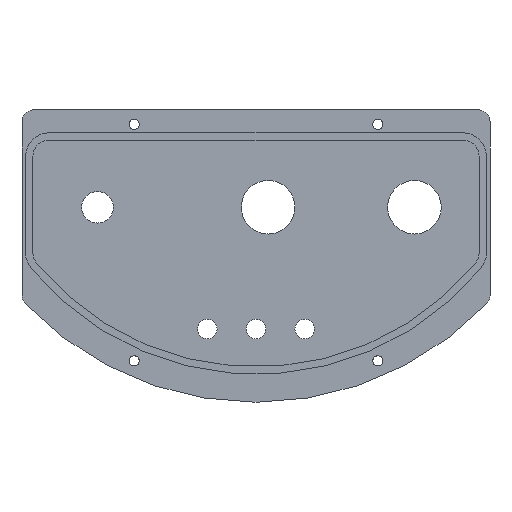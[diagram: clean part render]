
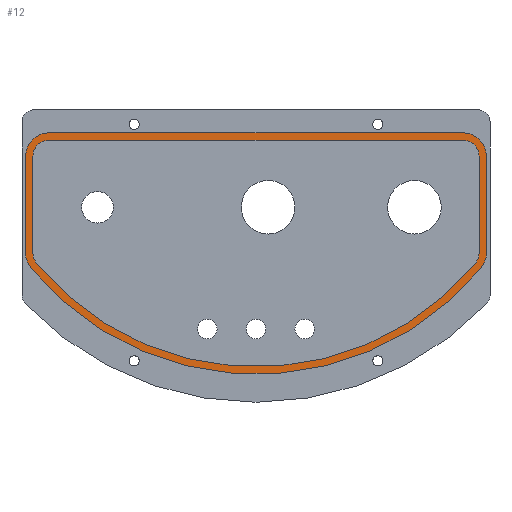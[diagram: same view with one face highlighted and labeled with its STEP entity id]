
A CAD part, front view. The second image highlights one B-rep face of the part: STEP entity #12.
In plain terms, the highlighted planar face has unit normal (0, -1, 0).
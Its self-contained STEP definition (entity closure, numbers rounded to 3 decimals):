
#3 = VERTEX_POINT ( 'NONE', #147 ) ;
#7 = CARTESIAN_POINT ( 'NONE',  ( -91.5, 8., -30. ) ) ;
#11 = EDGE_CURVE ( 'NONE', #451, #1477, #260, .T. ) ;
#12 = ADVANCED_FACE ( 'NONE', ( #313, #774 ), #1412, .T. ) ;
#78 = AXIS2_PLACEMENT_3D ( 'NONE', #778, #1374, #1085 ) ;
#89 = VERTEX_POINT ( 'NONE', #1728 ) ;
#97 = AXIS2_PLACEMENT_3D ( 'NONE', #1675, #1131, #122 ) ;
#101 = DIRECTION ( 'NONE',  ( -1., 0., 0. ) ) ;
#122 = DIRECTION ( 'NONE',  ( 1., 0., 0. ) ) ;
#147 = CARTESIAN_POINT ( 'NONE',  ( 94.5, 8., -69.821 ) ) ;
#148 = CARTESIAN_POINT ( 'NONE',  ( 91.5, 8., -69.821 ) ) ;
#152 = CARTESIAN_POINT ( 'NONE',  ( 0., 8., 0. ) ) ;
#198 = EDGE_CURVE ( 'NONE', #956, #422, #1284, .T. ) ;
#210 = EDGE_CURVE ( 'NONE', #1453, #451, #953, .T. ) ;
#222 = DIRECTION ( 'NONE',  ( 0., -1., 0. ) ) ;
#232 = VECTOR ( 'NONE', #101, 1000. ) ;
#242 = ORIENTED_EDGE ( 'NONE', *, *, #210, .F. ) ;
#245 = AXIS2_PLACEMENT_3D ( 'NONE', #1436, #1414, #567 ) ;
#250 = AXIS2_PLACEMENT_3D ( 'NONE', #846, #403, #1404 ) ;
#260 = CIRCLE ( 'NONE', #856, 6.5 ) ;
#283 = CARTESIAN_POINT ( 'NONE',  ( -91.5, 8., 0. ) ) ;
#287 = CARTESIAN_POINT ( 'NONE',  ( 85., 8., -69.821 ) ) ;
#298 = DIRECTION ( 'NONE',  ( 1., 0., 0. ) ) ;
#301 = CARTESIAN_POINT ( 'NONE',  ( -85., 8., -69.821 ) ) ;
#313 = FACE_BOUND ( 'NONE', #1426, .T. ) ;
#334 = LINE ( 'NONE', #1228, #1177 ) ;
#335 = EDGE_CURVE ( 'NONE', #887, #1795, #558, .T. ) ;
#336 = CARTESIAN_POINT ( 'NONE',  ( -91.5, 8., -69.821 ) ) ;
#339 = LINE ( 'NONE', #951, #232 ) ;
#344 = EDGE_CURVE ( 'NONE', #422, #1748, #1221, .T. ) ;
#362 = VERTEX_POINT ( 'NONE', #1661 ) ;
#403 = DIRECTION ( 'NONE',  ( 0., -1., 0. ) ) ;
#422 = VERTEX_POINT ( 'NONE', #1491 ) ;
#451 = VERTEX_POINT ( 'NONE', #1247 ) ;
#462 = EDGE_CURVE ( 'NONE', #1477, #1628, #885, .T. ) ;
#507 = CARTESIAN_POINT ( 'NONE',  ( -92.341, 8., -75.851 ) ) ;
#509 = EDGE_CURVE ( 'NONE', #630, #362, #339, .T. ) ;
#512 = VECTOR ( 'NONE', #642, 1000. ) ;
#523 = CIRCLE ( 'NONE', #97, 6.5 ) ;
#551 = CIRCLE ( 'NONE', #923, 9.5 ) ;
#557 = ORIENTED_EDGE ( 'NONE', *, *, #335, .T. ) ;
#558 = CIRCLE ( 'NONE', #78, 9.5 ) ;
#567 = DIRECTION ( 'NONE',  ( 1., 0., 0. ) ) ;
#573 = DIRECTION ( 'NONE',  ( 0., 0., -1. ) ) ;
#595 = CIRCLE ( 'NONE', #1299, 6.5 ) ;
#615 = EDGE_CURVE ( 'NONE', #1628, #630, #721, .T. ) ;
#626 = DIRECTION ( 'NONE',  ( 0., -1., 0. ) ) ;
#630 = VERTEX_POINT ( 'NONE', #844 ) ;
#642 = DIRECTION ( 'NONE',  ( 0., 0., -1. ) ) ;
#657 = LINE ( 'NONE', #1386, #1554 ) ;
#687 = VERTEX_POINT ( 'NONE', #7 ) ;
#699 = CIRCLE ( 'NONE', #1420, 9.5 ) ;
#706 = CARTESIAN_POINT ( 'NONE',  ( -90.023, 8., -73.947 ) ) ;
#721 = CIRCLE ( 'NONE', #245, 6.5 ) ;
#725 = DIRECTION ( 'NONE',  ( 1., 0., 0. ) ) ;
#727 = EDGE_CURVE ( 'NONE', #1748, #835, #551, .T. ) ;
#728 = ORIENTED_EDGE ( 'NONE', *, *, #809, .T. ) ;
#746 = VECTOR ( 'NONE', #960, 1000. ) ;
#774 = FACE_OUTER_BOUND ( 'NONE', #1793, .T. ) ;
#776 = EDGE_CURVE ( 'NONE', #89, #3, #699, .T. ) ;
#778 = CARTESIAN_POINT ( 'NONE',  ( 85., 8., -30. ) ) ;
#809 = EDGE_CURVE ( 'NONE', #1795, #956, #334, .T. ) ;
#811 = CARTESIAN_POINT ( 'NONE',  ( 85., 8., -20.5 ) ) ;
#816 = ORIENTED_EDGE ( 'NONE', *, *, #615, .F. ) ;
#827 = CARTESIAN_POINT ( 'NONE',  ( 91.5, 8., 0. ) ) ;
#835 = VERTEX_POINT ( 'NONE', #507 ) ;
#838 = ORIENTED_EDGE ( 'NONE', *, *, #1532, .T. ) ;
#844 = CARTESIAN_POINT ( 'NONE',  ( 85., 8., -23.5 ) ) ;
#846 = CARTESIAN_POINT ( 'NONE',  ( 0., 8., 0. ) ) ;
#848 = DIRECTION ( 'NONE',  ( 0., -1., 0. ) ) ;
#856 = AXIS2_PLACEMENT_3D ( 'NONE', #287, #1124, #1263 ) ;
#885 = LINE ( 'NONE', #827, #746 ) ;
#887 = VERTEX_POINT ( 'NONE', #1224 ) ;
#923 = AXIS2_PLACEMENT_3D ( 'NONE', #301, #1308, #1725 ) ;
#926 = EDGE_CURVE ( 'NONE', #3, #887, #657, .T. ) ;
#933 = AXIS2_PLACEMENT_3D ( 'NONE', #1757, #626, #1042 ) ;
#943 = DIRECTION ( 'NONE',  ( 1., 0., 0. ) ) ;
#950 = DIRECTION ( 'NONE',  ( -1., 0., 0. ) ) ;
#951 = CARTESIAN_POINT ( 'NONE',  ( 0., 8., -23.5 ) ) ;
#953 = CIRCLE ( 'NONE', #1507, 116.5 ) ;
#956 = VERTEX_POINT ( 'NONE', #1253 ) ;
#960 = DIRECTION ( 'NONE',  ( 0., 0., 1. ) ) ;
#1005 = ORIENTED_EDGE ( 'NONE', *, *, #1103, .F. ) ;
#1018 = CIRCLE ( 'NONE', #1467, 119.5 ) ;
#1029 = ORIENTED_EDGE ( 'NONE', *, *, #776, .T. ) ;
#1042 = DIRECTION ( 'NONE',  ( 1., 0., 0. ) ) ;
#1047 = DIRECTION ( 'NONE',  ( 1., 0., 0. ) ) ;
#1079 = ORIENTED_EDGE ( 'NONE', *, *, #198, .T. ) ;
#1083 = ORIENTED_EDGE ( 'NONE', *, *, #1765, .F. ) ;
#1085 = DIRECTION ( 'NONE',  ( 1., 0., 0. ) ) ;
#1099 = ORIENTED_EDGE ( 'NONE', *, *, #462, .F. ) ;
#1103 = EDGE_CURVE ( 'NONE', #687, #1573, #1508, .T. ) ;
#1124 = DIRECTION ( 'NONE',  ( 0., -1., 0. ) ) ;
#1131 = DIRECTION ( 'NONE',  ( 0., -1., 0. ) ) ;
#1133 = VECTOR ( 'NONE', #573, 1000. ) ;
#1172 = ORIENTED_EDGE ( 'NONE', *, *, #1463, .F. ) ;
#1177 = VECTOR ( 'NONE', #950, 1000. ) ;
#1207 = CARTESIAN_POINT ( 'NONE',  ( 0., 8., 0. ) ) ;
#1208 = ORIENTED_EDGE ( 'NONE', *, *, #509, .F. ) ;
#1221 = LINE ( 'NONE', #1657, #512 ) ;
#1224 = CARTESIAN_POINT ( 'NONE',  ( 94.5, 8., -30. ) ) ;
#1228 = CARTESIAN_POINT ( 'NONE',  ( 0., 8., -20.5 ) ) ;
#1247 = CARTESIAN_POINT ( 'NONE',  ( 90.023, 8., -73.947 ) ) ;
#1253 = CARTESIAN_POINT ( 'NONE',  ( -85., 8., -20.5 ) ) ;
#1258 = DIRECTION ( 'NONE',  ( 0., 0., 1. ) ) ;
#1263 = DIRECTION ( 'NONE',  ( 1., 0., 0. ) ) ;
#1267 = ORIENTED_EDGE ( 'NONE', *, *, #344, .T. ) ;
#1276 = DIRECTION ( 'NONE',  ( 0., -1., 0. ) ) ;
#1284 = CIRCLE ( 'NONE', #933, 9.5 ) ;
#1285 = ORIENTED_EDGE ( 'NONE', *, *, #926, .T. ) ;
#1299 = AXIS2_PLACEMENT_3D ( 'NONE', #1708, #1276, #725 ) ;
#1308 = DIRECTION ( 'NONE',  ( 0., -1., 0. ) ) ;
#1322 = DIRECTION ( 'NONE',  ( 0., -1., 0. ) ) ;
#1330 = CARTESIAN_POINT ( 'NONE',  ( 91.5, 8., -30. ) ) ;
#1364 = ORIENTED_EDGE ( 'NONE', *, *, #11, .F. ) ;
#1374 = DIRECTION ( 'NONE',  ( 0., -1., 0. ) ) ;
#1379 = CARTESIAN_POINT ( 'NONE',  ( 85., 8., -69.821 ) ) ;
#1384 = ORIENTED_EDGE ( 'NONE', *, *, #727, .T. ) ;
#1386 = CARTESIAN_POINT ( 'NONE',  ( 94.5, 8., 0. ) ) ;
#1404 = DIRECTION ( 'NONE',  ( 1., 0., 0. ) ) ;
#1412 = PLANE ( 'NONE',  #250 ) ;
#1414 = DIRECTION ( 'NONE',  ( 0., -1., 0. ) ) ;
#1420 = AXIS2_PLACEMENT_3D ( 'NONE', #1379, #222, #943 ) ;
#1426 = EDGE_LOOP ( 'NONE', ( #1083, #1005, #1172, #1208, #816, #1099, #1364, #242 ) ) ;
#1436 = CARTESIAN_POINT ( 'NONE',  ( 85., 8., -30. ) ) ;
#1453 = VERTEX_POINT ( 'NONE', #706 ) ;
#1463 = EDGE_CURVE ( 'NONE', #362, #687, #595, .T. ) ;
#1467 = AXIS2_PLACEMENT_3D ( 'NONE', #152, #848, #298 ) ;
#1477 = VERTEX_POINT ( 'NONE', #148 ) ;
#1491 = CARTESIAN_POINT ( 'NONE',  ( -94.5, 8., -30. ) ) ;
#1507 = AXIS2_PLACEMENT_3D ( 'NONE', #1207, #1322, #1047 ) ;
#1508 = LINE ( 'NONE', #283, #1133 ) ;
#1532 = EDGE_CURVE ( 'NONE', #835, #89, #1018, .T. ) ;
#1554 = VECTOR ( 'NONE', #1258, 1000. ) ;
#1573 = VERTEX_POINT ( 'NONE', #336 ) ;
#1628 = VERTEX_POINT ( 'NONE', #1330 ) ;
#1657 = CARTESIAN_POINT ( 'NONE',  ( -94.5, 8., 0. ) ) ;
#1661 = CARTESIAN_POINT ( 'NONE',  ( -85., 8., -23.5 ) ) ;
#1675 = CARTESIAN_POINT ( 'NONE',  ( -85., 8., -69.821 ) ) ;
#1702 = CARTESIAN_POINT ( 'NONE',  ( -94.5, 8., -69.821 ) ) ;
#1708 = CARTESIAN_POINT ( 'NONE',  ( -85., 8., -30. ) ) ;
#1725 = DIRECTION ( 'NONE',  ( 1., 0., 0. ) ) ;
#1728 = CARTESIAN_POINT ( 'NONE',  ( 92.341, 8., -75.851 ) ) ;
#1748 = VERTEX_POINT ( 'NONE', #1702 ) ;
#1757 = CARTESIAN_POINT ( 'NONE',  ( -85., 8., -30. ) ) ;
#1765 = EDGE_CURVE ( 'NONE', #1573, #1453, #523, .T. ) ;
#1793 = EDGE_LOOP ( 'NONE', ( #728, #1079, #1267, #1384, #838, #1029, #1285, #557 ) ) ;
#1795 = VERTEX_POINT ( 'NONE', #811 ) ;
